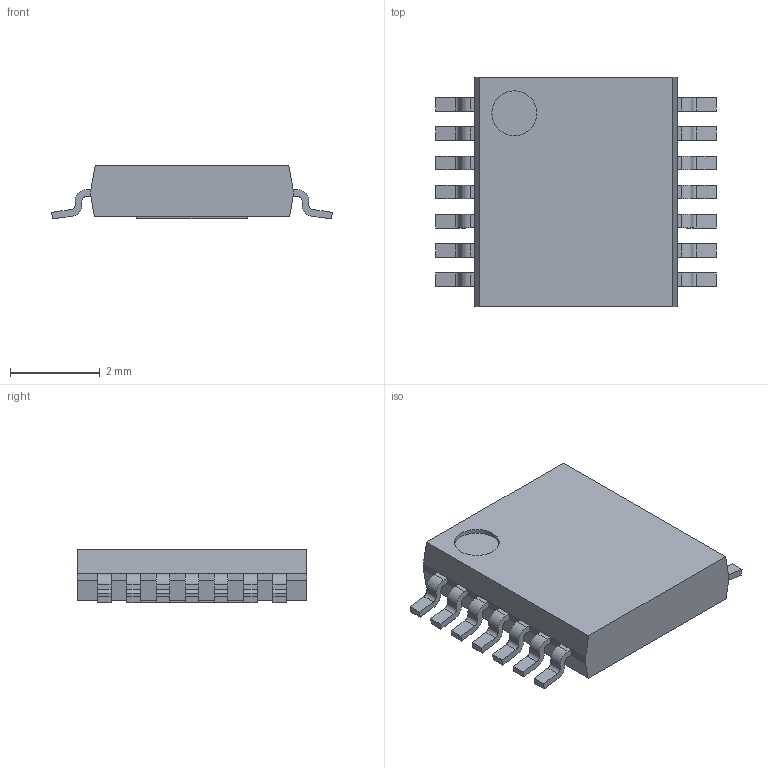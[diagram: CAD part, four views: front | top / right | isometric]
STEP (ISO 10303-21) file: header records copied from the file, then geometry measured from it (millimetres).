
FILE_DESCRIPTION((''),'2;1');
FILE_NAME('SOP65P640X120-15N-R246X231.stp','2013-04-10T14:18:44',(''),(''),'Mechanical Desktop 2011','Mechanical Desktop 2011',', , ');
FILE_SCHEMA(('AUTOMOTIVE_DESIGN { 1 2 10303 214 1 1 1 1 }'));
Length unit declared in the file: millimetre
Products named in the file (1): Product
Bounding box: 6.24 x 5.1 x 1.2 mm (x, y, z)
Volume: 26.9 mm3; surface area: 94.1 mm2
Topology: 16 solids, 16 shells, 215 faces, 546 edges, 364 vertices
Faces by surface type: bspline 104, plane 81, cylinder 30
Entity records: 6857 total; most frequent: CARTESIAN_POINT 1830, ORIENTED_EDGE 1092, DIRECTION 886, EDGE_CURVE 546, VECTOR 430, LINE 430, VERTEX_POINT 364, AXIS2_PLACEMENT_3D 228
